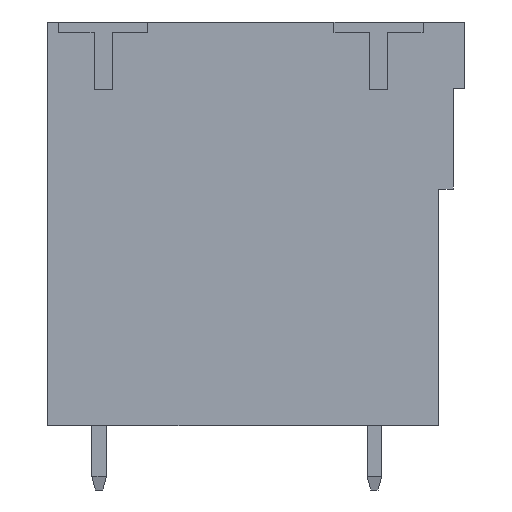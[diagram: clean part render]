
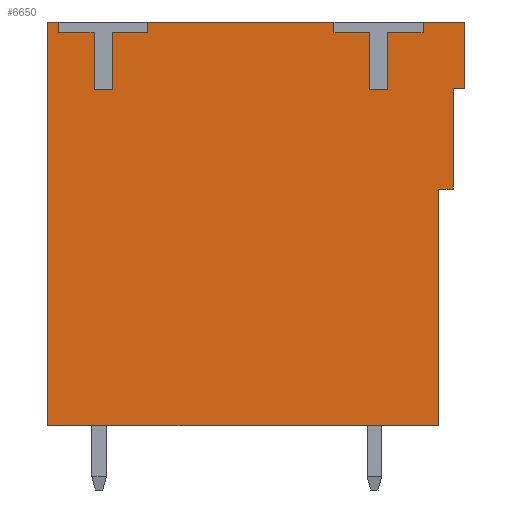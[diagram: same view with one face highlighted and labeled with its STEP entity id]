
A CAD part, left-side view. The second image highlights one B-rep face of the part: STEP entity #6650.
In plain terms, the highlighted planar face has unit normal (-1, 0, 0).
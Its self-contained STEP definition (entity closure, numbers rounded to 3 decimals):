
#1528=ORIENTED_EDGE('',*,*,#2128,.T.);
#1529=ORIENTED_EDGE('',*,*,#1986,.T.);
#1530=ORIENTED_EDGE('',*,*,#1990,.T.);
#1531=ORIENTED_EDGE('',*,*,#2008,.T.);
#1532=ORIENTED_EDGE('',*,*,#2005,.T.);
#1533=ORIENTED_EDGE('',*,*,#2002,.T.);
#1534=ORIENTED_EDGE('',*,*,#1999,.T.);
#1535=ORIENTED_EDGE('',*,*,#1996,.T.);
#1536=ORIENTED_EDGE('',*,*,#2135,.T.);
#1537=ORIENTED_EDGE('',*,*,#2691,.T.);
#1538=ORIENTED_EDGE('',*,*,#2693,.T.);
#1539=ORIENTED_EDGE('',*,*,#2695,.T.);
#1540=ORIENTED_EDGE('',*,*,#2697,.T.);
#1541=ORIENTED_EDGE('',*,*,#2699,.T.);
#1542=ORIENTED_EDGE('',*,*,#2701,.T.);
#1543=ORIENTED_EDGE('',*,*,#2702,.T.);
#1544=ORIENTED_EDGE('',*,*,#2132,.T.);
#1545=ORIENTED_EDGE('',*,*,#2704,.T.);
#1546=ORIENTED_EDGE('',*,*,#2706,.T.);
#1547=ORIENTED_EDGE('',*,*,#2708,.T.);
#1548=ORIENTED_EDGE('',*,*,#2710,.T.);
#1549=ORIENTED_EDGE('',*,*,#2712,.T.);
#1550=ORIENTED_EDGE('',*,*,#2714,.T.);
#1551=ORIENTED_EDGE('',*,*,#2715,.T.);
#1986=EDGE_CURVE('',#2925,#2924,#3534,.T.);
#1990=EDGE_CURVE('',#2924,#2927,#3538,.T.);
#1996=EDGE_CURVE('',#2933,#2932,#3544,.T.);
#1999=EDGE_CURVE('',#2935,#2933,#3547,.T.);
#2002=EDGE_CURVE('',#2937,#2935,#3550,.T.);
#2005=EDGE_CURVE('',#2939,#2937,#3553,.T.);
#2008=EDGE_CURVE('',#2927,#2939,#3556,.T.);
#2128=EDGE_CURVE('',#3056,#2925,#3667,.T.);
#2132=EDGE_CURVE('',#3060,#3059,#3671,.T.);
#2135=EDGE_CURVE('',#2932,#3061,#3674,.T.);
#2691=EDGE_CURVE('',#3061,#3388,#4199,.T.);
#2693=EDGE_CURVE('',#3388,#3389,#4201,.T.);
#2695=EDGE_CURVE('',#3389,#3390,#4203,.T.);
#2697=EDGE_CURVE('',#3390,#3391,#4205,.T.);
#2699=EDGE_CURVE('',#3391,#3392,#4207,.T.);
#2701=EDGE_CURVE('',#3392,#3393,#4209,.T.);
#2702=EDGE_CURVE('',#3393,#3060,#4210,.T.);
#2704=EDGE_CURVE('',#3059,#3394,#4212,.T.);
#2706=EDGE_CURVE('',#3394,#3395,#4214,.T.);
#2708=EDGE_CURVE('',#3395,#3396,#4216,.T.);
#2710=EDGE_CURVE('',#3396,#3397,#4218,.T.);
#2712=EDGE_CURVE('',#3397,#3398,#4220,.T.);
#2714=EDGE_CURVE('',#3398,#3399,#4222,.T.);
#2715=EDGE_CURVE('',#3399,#3056,#4223,.T.);
#2924=VERTEX_POINT('',#8856);
#2925=VERTEX_POINT('',#8858);
#2927=VERTEX_POINT('',#8864);
#2932=VERTEX_POINT('',#8876);
#2933=VERTEX_POINT('',#8878);
#2935=VERTEX_POINT('',#8884);
#2937=VERTEX_POINT('',#8890);
#2939=VERTEX_POINT('',#8896);
#3056=VERTEX_POINT('',#9150);
#3059=VERTEX_POINT('',#9156);
#3060=VERTEX_POINT('',#9158);
#3061=VERTEX_POINT('',#9161);
#3388=VERTEX_POINT('',#10271);
#3389=VERTEX_POINT('',#10275);
#3390=VERTEX_POINT('',#10279);
#3391=VERTEX_POINT('',#10283);
#3392=VERTEX_POINT('',#10287);
#3393=VERTEX_POINT('',#10291);
#3394=VERTEX_POINT('',#10297);
#3395=VERTEX_POINT('',#10301);
#3396=VERTEX_POINT('',#10305);
#3397=VERTEX_POINT('',#10309);
#3398=VERTEX_POINT('',#10313);
#3399=VERTEX_POINT('',#10317);
#3534=LINE('',#8857,#4432);
#3538=LINE('',#8865,#4436);
#3544=LINE('',#8877,#4442);
#3547=LINE('',#8883,#4445);
#3550=LINE('',#8889,#4448);
#3553=LINE('',#8895,#4451);
#3556=LINE('',#8900,#4454);
#3667=LINE('',#9149,#4565);
#3671=LINE('',#9157,#4569);
#3674=LINE('',#9162,#4572);
#4199=LINE('',#10272,#5097);
#4201=LINE('',#10276,#5099);
#4203=LINE('',#10280,#5101);
#4205=LINE('',#10284,#5103);
#4207=LINE('',#10288,#5105);
#4209=LINE('',#10292,#5107);
#4210=LINE('',#10294,#5108);
#4212=LINE('',#10298,#5110);
#4214=LINE('',#10302,#5112);
#4216=LINE('',#10306,#5114);
#4218=LINE('',#10310,#5116);
#4220=LINE('',#10314,#5118);
#4222=LINE('',#10318,#5120);
#4223=LINE('',#10320,#5121);
#4432=VECTOR('',#7172,1000.);
#4436=VECTOR('',#7178,1000.);
#4442=VECTOR('',#7186,1000.);
#4445=VECTOR('',#7191,1000.);
#4448=VECTOR('',#7196,1000.);
#4451=VECTOR('',#7201,1000.);
#4454=VECTOR('',#7206,1000.);
#4565=VECTOR('',#7361,1000.);
#4569=VECTOR('',#7365,1000.);
#4572=VECTOR('',#7368,1000.);
#5097=VECTOR('',#8409,1000.);
#5099=VECTOR('',#8413,1000.);
#5101=VECTOR('',#8417,1000.);
#5103=VECTOR('',#8421,1000.);
#5105=VECTOR('',#8425,1000.);
#5107=VECTOR('',#8429,1000.);
#5108=VECTOR('',#8432,1000.);
#5110=VECTOR('',#8436,1000.);
#5112=VECTOR('',#8440,1000.);
#5114=VECTOR('',#8444,1000.);
#5116=VECTOR('',#8448,1000.);
#5118=VECTOR('',#8452,1000.);
#5120=VECTOR('',#8456,1000.);
#5121=VECTOR('',#8459,1000.);
#5598=EDGE_LOOP('',(#1528,#1529,#1530,#1531,#1532,#1533,#1534,#1535,#1536,
#1537,#1538,#1539,#1540,#1541,#1542,#1543,#1544,#1545,#1546,#1547,#1548,
#1549,#1550,#1551));
#5968=FACE_BOUND('',#5598,.T.);
#6308=PLANE('',#7070);
#6650=ADVANCED_FACE('',(#5968),#6308,.T.);
#7070=AXIS2_PLACEMENT_3D('',#10321,#8460,#8461);
#7172=DIRECTION('',(0.,0.,-1.));
#7178=DIRECTION('',(0.,-1.,0.));
#7186=DIRECTION('',(0.,0.,1.));
#7191=DIRECTION('',(0.,-1.,0.));
#7196=DIRECTION('',(0.,0.,1.));
#7201=DIRECTION('',(0.,-1.,0.));
#7206=DIRECTION('',(0.,0.,1.));
#7361=DIRECTION('',(0.,1.,0.));
#7365=DIRECTION('',(0.,1.,0.));
#7368=DIRECTION('',(0.,1.,0.));
#8409=DIRECTION('',(0.,0.,-1.));
#8413=DIRECTION('',(0.,1.,0.));
#8417=DIRECTION('',(0.,0.,-1.));
#8421=DIRECTION('',(0.,1.,0.));
#8425=DIRECTION('',(0.,0.,1.));
#8429=DIRECTION('',(0.,1.,0.));
#8432=DIRECTION('',(0.,0.,1.));
#8436=DIRECTION('',(0.,0.,-1.));
#8440=DIRECTION('',(0.,1.,0.));
#8444=DIRECTION('',(0.,0.,-1.));
#8448=DIRECTION('',(0.,1.,0.));
#8452=DIRECTION('',(0.,0.,1.));
#8456=DIRECTION('',(0.,1.,0.));
#8459=DIRECTION('',(0.,0.,1.));
#8460=DIRECTION('',(-1.,0.,0.));
#8461=DIRECTION('',(0.,0.,1.));
#8856=CARTESIAN_POINT('',(-4.305,11.35,-22.));
#8857=CARTESIAN_POINT('',(-4.305,11.35,0.));
#8858=CARTESIAN_POINT('',(-4.305,11.35,0.));
#8864=CARTESIAN_POINT('',(-4.305,-9.95,-22.));
#8865=CARTESIAN_POINT('',(-4.305,11.35,-22.));
#8876=CARTESIAN_POINT('',(-4.305,-11.35,0.));
#8877=CARTESIAN_POINT('',(-4.305,-11.35,-3.6));
#8878=CARTESIAN_POINT('',(-4.305,-11.35,-3.6));
#8883=CARTESIAN_POINT('',(-4.305,-10.75,-3.6));
#8884=CARTESIAN_POINT('',(-4.305,-10.75,-3.6));
#8889=CARTESIAN_POINT('',(-4.305,-10.75,-9.1));
#8890=CARTESIAN_POINT('',(-4.305,-10.75,-9.1));
#8895=CARTESIAN_POINT('',(-4.305,-9.95,-9.1));
#8896=CARTESIAN_POINT('',(-4.305,-9.95,-9.1));
#8900=CARTESIAN_POINT('',(-4.305,-9.95,-22.));
#9149=CARTESIAN_POINT('',(-4.305,10.75,0.));
#9150=CARTESIAN_POINT('',(-4.305,10.75,0.));
#9156=CARTESIAN_POINT('',(-4.305,5.9,0.));
#9157=CARTESIAN_POINT('',(-4.305,-4.25,0.));
#9158=CARTESIAN_POINT('',(-4.305,-4.25,0.));
#9161=CARTESIAN_POINT('',(-4.305,-9.1,0.));
#9162=CARTESIAN_POINT('',(-4.305,-11.35,0.));
#10271=CARTESIAN_POINT('',(-4.305,-9.1,-0.55));
#10272=CARTESIAN_POINT('',(-4.305,-9.1,0.));
#10275=CARTESIAN_POINT('',(-4.305,-7.175,-0.55));
#10276=CARTESIAN_POINT('',(-4.305,-9.1,-0.55));
#10279=CARTESIAN_POINT('',(-4.305,-7.175,-3.7));
#10280=CARTESIAN_POINT('',(-4.305,-7.175,-0.55));
#10283=CARTESIAN_POINT('',(-4.305,-6.175,-3.7));
#10284=CARTESIAN_POINT('',(-4.305,-7.175,-3.7));
#10287=CARTESIAN_POINT('',(-4.305,-6.175,-0.55));
#10288=CARTESIAN_POINT('',(-4.305,-6.175,-3.7));
#10291=CARTESIAN_POINT('',(-4.305,-4.25,-0.55));
#10292=CARTESIAN_POINT('',(-4.305,-6.175,-0.55));
#10294=CARTESIAN_POINT('',(-4.305,-4.25,-0.55));
#10297=CARTESIAN_POINT('',(-4.305,5.9,-0.55));
#10298=CARTESIAN_POINT('',(-4.305,5.9,0.));
#10301=CARTESIAN_POINT('',(-4.305,7.825,-0.55));
#10302=CARTESIAN_POINT('',(-4.305,5.9,-0.55));
#10305=CARTESIAN_POINT('',(-4.305,7.825,-3.7));
#10306=CARTESIAN_POINT('',(-4.305,7.825,-0.55));
#10309=CARTESIAN_POINT('',(-4.305,8.825,-3.7));
#10310=CARTESIAN_POINT('',(-4.305,7.825,-3.7));
#10313=CARTESIAN_POINT('',(-4.305,8.825,-0.55));
#10314=CARTESIAN_POINT('',(-4.305,8.825,-3.7));
#10317=CARTESIAN_POINT('',(-4.305,10.75,-0.55));
#10318=CARTESIAN_POINT('',(-4.305,8.825,-0.55));
#10320=CARTESIAN_POINT('',(-4.305,10.75,-0.55));
#10321=CARTESIAN_POINT('',(-4.305,0.,0.));
